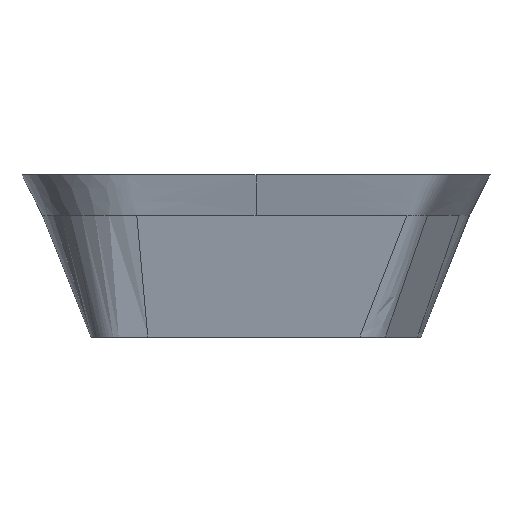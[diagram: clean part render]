
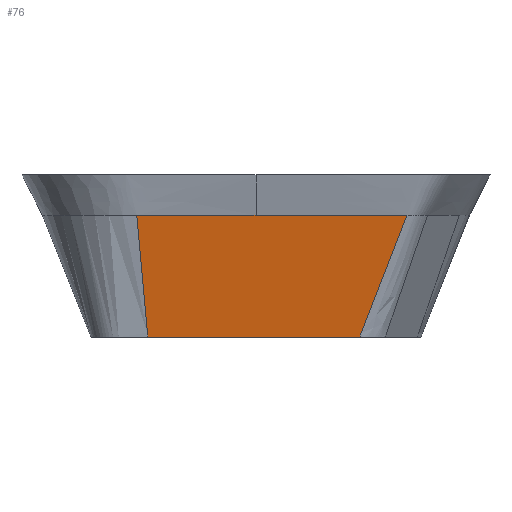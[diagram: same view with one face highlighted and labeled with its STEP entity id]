
A CAD part, front view. The second image highlights one B-rep face of the part: STEP entity #76.
In plain terms, the highlighted free-form (B-spline) face has degree [3, 1] with [4, 2] control points.
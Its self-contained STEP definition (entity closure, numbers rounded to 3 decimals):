
#46=B_SPLINE_SURFACE_WITH_KNOTS('',3,1,((#1394,#1395),(#1396,#1397),(#1398,
#1399),(#1400,#1401)),.UNSPECIFIED.,.F.,.F.,.F.,(4,4),(2,2),(0.,1.),(0.,
1.),.UNSPECIFIED.);
#61=FACE_OUTER_BOUND('',#114,.T.);
#76=ADVANCED_FACE('',(#61),#46,.T.);
#114=EDGE_LOOP('',(#187,#188,#189,#190,#191,#192,#193));
#187=ORIENTED_EDGE('',*,*,#298,.F.);
#188=ORIENTED_EDGE('',*,*,#315,.F.);
#189=ORIENTED_EDGE('',*,*,#319,.F.);
#190=ORIENTED_EDGE('',*,*,#340,.F.);
#191=ORIENTED_EDGE('',*,*,#341,.F.);
#192=ORIENTED_EDGE('',*,*,#342,.T.);
#193=ORIENTED_EDGE('',*,*,#343,.T.);
#252=VERTEX_POINT('',#585);
#253=VERTEX_POINT('',#593);
#268=VERTEX_POINT('',#765);
#271=VERTEX_POINT('',#790);
#287=VERTEX_POINT('',#1368);
#288=VERTEX_POINT('',#1381);
#289=VERTEX_POINT('',#1386);
#298=EDGE_CURVE('',#252,#253,#366,.T.);
#315=EDGE_CURVE('',#268,#252,#382,.T.);
#319=EDGE_CURVE('',#271,#268,#386,.T.);
#340=EDGE_CURVE('',#287,#271,#407,.T.);
#341=EDGE_CURVE('',#288,#287,#408,.T.);
#342=EDGE_CURVE('',#288,#289,#409,.T.);
#343=EDGE_CURVE('',#289,#253,#410,.T.);
#366=B_SPLINE_CURVE_WITH_KNOTS('',3,(#586,#587,#588,#589,#590,#591,#592),
 .UNSPECIFIED.,.F.,.F.,(4,3,4),(0.,0.413,1.),.UNSPECIFIED.);
#382=B_SPLINE_CURVE_WITH_KNOTS('',3,(#761,#762,#763,#764),.UNSPECIFIED.,
 .F.,.F.,(4,4),(0.,1.),.UNSPECIFIED.);
#386=B_SPLINE_CURVE_WITH_KNOTS('',3,(#791,#792,#793,#794),.UNSPECIFIED.,
 .F.,.F.,(4,4),(0.,1.),.UNSPECIFIED.);
#407=B_SPLINE_CURVE_WITH_KNOTS('',3,(#1357,#1358,#1359,#1360,#1361,#1362,
#1363,#1364,#1365,#1366,#1367),.UNSPECIFIED.,.F.,.F.,(4,1,1,1,1,1,1,1,4),
(0.,0.041,0.536,0.784,0.907,
0.969,0.985,0.993,1.),.UNSPECIFIED.);
#408=B_SPLINE_CURVE_WITH_KNOTS('',3,(#1369,#1370,#1371,#1372,#1373,#1374,
#1375,#1376,#1377,#1378,#1379,#1380),.UNSPECIFIED.,.F.,.F.,(4,1,1,1,1,1,
1,1,1,4),(0.,0.004,0.013,0.023,
0.033,0.038,0.072,0.111,
0.425,1.),.UNSPECIFIED.);
#409=B_SPLINE_CURVE_WITH_KNOTS('',3,(#1382,#1383,#1384,#1385),
 .UNSPECIFIED.,.F.,.F.,(4,4),(0.,1.),.UNSPECIFIED.);
#410=B_SPLINE_CURVE_WITH_KNOTS('',3,(#1387,#1388,#1389,#1390,#1391,#1392,
#1393),.UNSPECIFIED.,.F.,.F.,(4,1,1,1,4),(0.,0.5,0.534,0.835,
1.),.UNSPECIFIED.);
#585=CARTESIAN_POINT('',(1.533,-1.684,-2.4));
#586=CARTESIAN_POINT('',(1.533,-1.684,-2.4));
#587=CARTESIAN_POINT('',(1.102,-1.674,-2.4));
#588=CARTESIAN_POINT('',(0.67,-1.665,-2.4));
#589=CARTESIAN_POINT('',(0.239,-1.656,-2.4));
#590=CARTESIAN_POINT('',(-0.374,-1.642,-2.4));
#591=CARTESIAN_POINT('',(-0.987,-1.629,-2.4));
#592=CARTESIAN_POINT('',(-1.6,-1.615,-2.4));
#593=CARTESIAN_POINT('',(-1.6,-1.615,-2.4));
#761=CARTESIAN_POINT('',(2.232,-1.952,-0.6));
#762=CARTESIAN_POINT('',(1.812,-1.791,-1.681));
#763=CARTESIAN_POINT('',(1.392,-1.63,-2.761));
#764=CARTESIAN_POINT('',(0.973,-1.469,-3.842));
#765=CARTESIAN_POINT('',(1.558,-1.694,-2.335));
#790=CARTESIAN_POINT('',(2.232,-1.952,-0.6));
#791=CARTESIAN_POINT('',(2.232,-1.952,-0.6));
#792=CARTESIAN_POINT('',(2.007,-1.866,-1.178));
#793=CARTESIAN_POINT('',(1.782,-1.78,-1.757));
#794=CARTESIAN_POINT('',(1.558,-1.694,-2.335));
#1357=CARTESIAN_POINT('',(0.,-1.903,-0.6));
#1358=CARTESIAN_POINT('',(0.03,-1.904,-0.6));
#1359=CARTESIAN_POINT('',(0.429,-1.913,-0.6));
#1360=CARTESIAN_POINT('',(1.012,-1.925,-0.6));
#1361=CARTESIAN_POINT('',(1.656,-1.94,-0.6));
#1362=CARTESIAN_POINT('',(1.979,-1.947,-0.6));
#1363=CARTESIAN_POINT('',(2.129,-1.95,-0.6));
#1364=CARTESIAN_POINT('',(2.192,-1.951,-0.6));
#1365=CARTESIAN_POINT('',(2.215,-1.952,-0.6));
#1366=CARTESIAN_POINT('',(2.226,-1.952,-0.6));
#1367=CARTESIAN_POINT('',(2.232,-1.952,-0.6));
#1368=CARTESIAN_POINT('',(0.,-1.903,-0.6));
#1369=CARTESIAN_POINT('',(-1.764,-1.865,-0.6));
#1370=CARTESIAN_POINT('',(-1.762,-1.865,-0.6));
#1371=CARTESIAN_POINT('',(-1.754,-1.865,-0.6));
#1372=CARTESIAN_POINT('',(-1.74,-1.866,-0.6));
#1373=CARTESIAN_POINT('',(-1.723,-1.866,-0.6));
#1374=CARTESIAN_POINT('',(-1.708,-1.866,-0.6));
#1375=CARTESIAN_POINT('',(-1.68,-1.867,-0.6));
#1376=CARTESIAN_POINT('',(-1.634,-1.868,-0.6));
#1377=CARTESIAN_POINT('',(-1.406,-1.873,-0.6));
#1378=CARTESIAN_POINT('',(-0.861,-1.885,-0.6));
#1379=CARTESIAN_POINT('',(-0.338,-1.896,-0.6));
#1380=CARTESIAN_POINT('',(0.,-1.903,-0.6));
#1381=CARTESIAN_POINT('',(-1.764,-1.865,-0.6));
#1382=CARTESIAN_POINT('',(-1.764,-1.865,-0.6));
#1383=CARTESIAN_POINT('',(-1.711,-1.785,-1.178));
#1384=CARTESIAN_POINT('',(-1.658,-1.705,-1.757));
#1385=CARTESIAN_POINT('',(-1.606,-1.624,-2.335));
#1386=CARTESIAN_POINT('',(-1.606,-1.624,-2.335));
#1387=CARTESIAN_POINT('',(-1.764,-1.865,-0.6));
#1388=CARTESIAN_POINT('',(-1.709,-1.782,-1.2));
#1389=CARTESIAN_POINT('',(-1.651,-1.693,-1.84));
#1390=CARTESIAN_POINT('',(-1.56,-1.554,-2.843));
#1391=CARTESIAN_POINT('',(-1.505,-1.471,-3.443));
#1392=CARTESIAN_POINT('',(-1.454,-1.393,-4.002));
#1393=CARTESIAN_POINT('',(-1.436,-1.366,-4.2));
#1394=CARTESIAN_POINT('',(-4.821,-1.334,-3.9));
#1395=CARTESIAN_POINT('',(-4.834,-1.963,0.571));
#1396=CARTESIAN_POINT('',(-2.196,-1.392,-3.9));
#1397=CARTESIAN_POINT('',(-2.21,-2.02,0.571));
#1398=CARTESIAN_POINT('',(0.428,-1.449,-3.9));
#1399=CARTESIAN_POINT('',(0.414,-2.077,0.571));
#1400=CARTESIAN_POINT('',(3.053,-1.506,-3.9));
#1401=CARTESIAN_POINT('',(3.039,-2.134,0.571));
